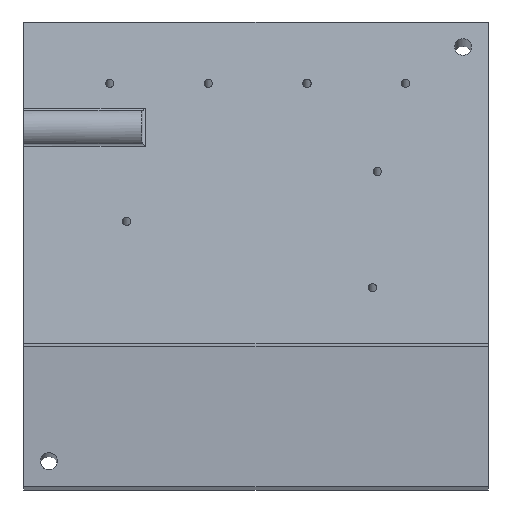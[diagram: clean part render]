
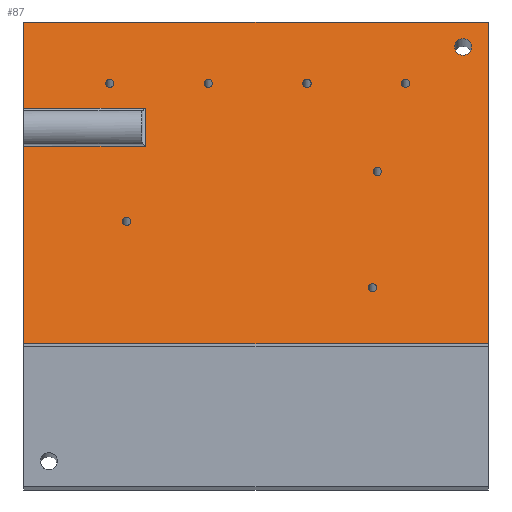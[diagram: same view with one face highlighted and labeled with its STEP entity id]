
A CAD part, top view. The second image highlights one B-rep face of the part: STEP entity #87.
In plain terms, the highlighted planar face has unit normal (0, 0.184, 0.983).
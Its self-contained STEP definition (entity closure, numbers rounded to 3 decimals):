
#87 = ADVANCED_FACE( '', ( #126, #127, #128, #129, #130, #131, #132, #133, #134 ), #135, .T. );
#126 = FACE_OUTER_BOUND( '', #197, .T. );
#127 = FACE_BOUND( '', #198, .T. );
#128 = FACE_BOUND( '', #199, .T. );
#129 = FACE_BOUND( '', #200, .T. );
#130 = FACE_BOUND( '', #201, .T. );
#131 = FACE_BOUND( '', #202, .T. );
#132 = FACE_BOUND( '', #203, .T. );
#133 = FACE_BOUND( '', #204, .T. );
#134 = FACE_BOUND( '', #205, .T. );
#135 = PLANE( '', #206 );
#197 = EDGE_LOOP( '', ( #318, #319, #320, #321, #322, #323, #324, #325 ) );
#198 = EDGE_LOOP( '', ( #326 ) );
#199 = EDGE_LOOP( '', ( #327 ) );
#200 = EDGE_LOOP( '', ( #328 ) );
#201 = EDGE_LOOP( '', ( #329 ) );
#202 = EDGE_LOOP( '', ( #330 ) );
#203 = EDGE_LOOP( '', ( #331 ) );
#204 = EDGE_LOOP( '', ( #332 ) );
#205 = EDGE_LOOP( '', ( #333 ) );
#206 = AXIS2_PLACEMENT_3D( '', #334, #335, #336 );
#318 = ORIENTED_EDGE( '', *, *, #444, .F. );
#319 = ORIENTED_EDGE( '', *, *, #440, .T. );
#320 = ORIENTED_EDGE( '', *, *, #445, .F. );
#321 = ORIENTED_EDGE( '', *, *, #426, .F. );
#322 = ORIENTED_EDGE( '', *, *, #446, .F. );
#323 = ORIENTED_EDGE( '', *, *, #436, .T. );
#324 = ORIENTED_EDGE( '', *, *, #418, .F. );
#325 = ORIENTED_EDGE( '', *, *, #438, .T. );
#326 = ORIENTED_EDGE( '', *, *, #447, .F. );
#327 = ORIENTED_EDGE( '', *, *, #410, .F. );
#328 = ORIENTED_EDGE( '', *, *, #430, .F. );
#329 = ORIENTED_EDGE( '', *, *, #448, .F. );
#330 = ORIENTED_EDGE( '', *, *, #424, .F. );
#331 = ORIENTED_EDGE( '', *, *, #449, .F. );
#332 = ORIENTED_EDGE( '', *, *, #412, .F. );
#333 = ORIENTED_EDGE( '', *, *, #450, .F. );
#334 = CARTESIAN_POINT( '', ( -15.979, 234.561, -32.651 ) );
#335 = DIRECTION( '', ( 0., 0.184, 0.983 ) );
#336 = DIRECTION( '', ( 1., 0., 0. ) );
#410 = EDGE_CURVE( '', #462, #462, #463, .T. );
#412 = EDGE_CURVE( '', #466, #466, #467, .T. );
#418 = EDGE_CURVE( '', #476, #478, #479, .T. );
#424 = EDGE_CURVE( '', #488, #488, #489, .T. );
#426 = EDGE_CURVE( '', #492, #493, #494, .T. );
#430 = EDGE_CURVE( '', #500, #500, #501, .T. );
#436 = EDGE_CURVE( '', #512, #478, #513, .T. );
#438 = EDGE_CURVE( '', #476, #515, #516, .T. );
#440 = EDGE_CURVE( '', #518, #519, #520, .T. );
#444 = EDGE_CURVE( '', #518, #515, #526, .T. );
#445 = EDGE_CURVE( '', #493, #519, #527, .T. );
#446 = EDGE_CURVE( '', #512, #492, #528, .T. );
#447 = EDGE_CURVE( '', #529, #529, #530, .T. );
#448 = EDGE_CURVE( '', #531, #531, #532, .T. );
#449 = EDGE_CURVE( '', #533, #533, #534, .T. );
#450 = EDGE_CURVE( '', #535, #535, #536, .T. );
#462 = VERTEX_POINT( '', #555 );
#463 = CIRCLE( '', #556, 2.45 );
#466 = VERTEX_POINT( '', #559 );
#467 = CIRCLE( '', #560, 2.5 );
#476 = VERTEX_POINT( '', #578 );
#478 = VERTEX_POINT( '', #592 );
#479 = LINE( '', #593, #594 );
#488 = VERTEX_POINT( '', #627 );
#489 = CIRCLE( '', #628, 2.45 );
#492 = VERTEX_POINT( '', #631 );
#493 = VERTEX_POINT( '', #632 );
#494 = LINE( '', #633, #634 );
#500 = VERTEX_POINT( '', #643 );
#501 = CIRCLE( '', #644, 2.45 );
#512 = VERTEX_POINT( '', #659 );
#513 = LINE( '', #660, #661 );
#515 = VERTEX_POINT( '', #663 );
#516 = LINE( '', #664, #665 );
#518 = VERTEX_POINT( '', #667 );
#519 = VERTEX_POINT( '', #668 );
#520 = LINE( '', #669, #670 );
#526 = LINE( '', #677, #678 );
#527 = LINE( '', #679, #680 );
#528 = LINE( '', #681, #682 );
#529 = VERTEX_POINT( '', #683 );
#530 = CIRCLE( '', #684, 5. );
#531 = VERTEX_POINT( '', #685 );
#532 = CIRCLE( '', #686, 2.45 );
#533 = VERTEX_POINT( '', #687 );
#534 = CIRCLE( '', #688, 2.5 );
#535 = VERTEX_POINT( '', #689 );
#536 = CIRCLE( '', #690, 2.5 );
#555 = CARTESIAN_POINT( '', ( 212.45, 214.902, -28.972 ) );
#556 = AXIS2_PLACEMENT_3D( '', #753, #754, #755 );
#559 = CARTESIAN_POINT( '', ( 192.909, 94.001, -6.346 ) );
#560 = AXIS2_PLACEMENT_3D( '', #759, #760, #761 );
#578 = CARTESIAN_POINT( '', ( 56.021, 177.607, -21.993 ) );
#592 = CARTESIAN_POINT( '', ( 56.021, 200.279, -26.236 ) );
#593 = CARTESIAN_POINT( '', ( 56.021, 147.781, -16.411 ) );
#594 = VECTOR( '', #769, 1000. );
#627 = CARTESIAN_POINT( '', ( 37.45, 214.902, -28.972 ) );
#628 = AXIS2_PLACEMENT_3D( '', #775, #776, #777 );
#631 = CARTESIAN_POINT( '', ( -15.979, 251.271, -35.779 ) );
#632 = CARTESIAN_POINT( '', ( 259.021, 251.271, -35.779 ) );
#633 = CARTESIAN_POINT( '', ( 121.521, 251.271, -35.779 ) );
#634 = VECTOR( '', #781, 1000. );
#643 = CARTESIAN_POINT( '', ( 154.117, 214.902, -28.972 ) );
#644 = AXIS2_PLACEMENT_3D( '', #785, #786, #787 );
#659 = CARTESIAN_POINT( '', ( -15.979, 200.279, -26.236 ) );
#660 = CARTESIAN_POINT( '', ( 121.521, 200.279, -26.236 ) );
#661 = VECTOR( '', #795, 1000. );
#663 = CARTESIAN_POINT( '', ( -15.979, 177.607, -21.993 ) );
#664 = CARTESIAN_POINT( '', ( 121.521, 177.607, -21.993 ) );
#665 = VECTOR( '', #799, 1000. );
#667 = CARTESIAN_POINT( '', ( -15.979, 61.002, -0.171 ) );
#668 = CARTESIAN_POINT( '', ( 259.021, 61.002, -0.171 ) );
#669 = CARTESIAN_POINT( '', ( 122.131, 61.002, -0.171 ) );
#670 = VECTOR( '', #803, 1000. );
#677 = CARTESIAN_POINT( '', ( -15.979, 119.305, -11.082 ) );
#678 = VECTOR( '', #811, 1000. );
#679 = CARTESIAN_POINT( '', ( 259.021, 156.136, -17.975 ) );
#680 = VECTOR( '', #812, 1000. );
#681 = CARTESIAN_POINT( '', ( -15.979, 225.775, -31.007 ) );
#682 = VECTOR( '', #813, 1000. );
#683 = CARTESIAN_POINT( '', ( 249.021, 236.527, -33.019 ) );
#684 = AXIS2_PLACEMENT_3D( '', #814, #815, #816 );
#685 = CARTESIAN_POINT( '', ( 95.783, 214.902, -28.972 ) );
#686 = AXIS2_PLACEMENT_3D( '', #817, #818, #819 );
#687 = CARTESIAN_POINT( '', ( 195.768, 162.807, -19.223 ) );
#688 = AXIS2_PLACEMENT_3D( '', #820, #821, #822 );
#689 = CARTESIAN_POINT( '', ( 47.457, 133.319, -13.704 ) );
#690 = AXIS2_PLACEMENT_3D( '', #823, #824, #825 );
#753 = CARTESIAN_POINT( '', ( 210., 214.902, -28.972 ) );
#754 = DIRECTION( '', ( 0., 0.184, 0.983 ) );
#755 = DIRECTION( '', ( 1., 0., 0. ) );
#759 = CARTESIAN_POINT( '', ( 190.409, 94.001, -6.346 ) );
#760 = DIRECTION( '', ( 0., 0.184, 0.983 ) );
#761 = DIRECTION( '', ( 1., 0., 0. ) );
#769 = DIRECTION( '', ( 0., 0.983, -0.184 ) );
#775 = CARTESIAN_POINT( '', ( 35., 214.902, -28.972 ) );
#776 = DIRECTION( '', ( 0., 0.184, 0.983 ) );
#777 = DIRECTION( '', ( 1., 0., 0. ) );
#781 = DIRECTION( '', ( 1., 0., 0. ) );
#785 = CARTESIAN_POINT( '', ( 151.667, 214.902, -28.972 ) );
#786 = DIRECTION( '', ( 0., 0.184, 0.983 ) );
#787 = DIRECTION( '', ( 1., 0., 0. ) );
#795 = DIRECTION( '', ( 1., 0., 0. ) );
#799 = DIRECTION( '', ( -1., 0., 0. ) );
#803 = DIRECTION( '', ( 1., 0., 0. ) );
#811 = DIRECTION( '', ( 0., 0.983, -0.184 ) );
#812 = DIRECTION( '', ( 0., -0.983, 0.184 ) );
#813 = DIRECTION( '', ( 0., 0.983, -0.184 ) );
#814 = CARTESIAN_POINT( '', ( 244.021, 236.527, -33.019 ) );
#815 = DIRECTION( '', ( 0., 0.184, 0.983 ) );
#816 = DIRECTION( '', ( 1., 0., 0. ) );
#817 = CARTESIAN_POINT( '', ( 93.333, 214.902, -28.972 ) );
#818 = DIRECTION( '', ( 0., 0.184, 0.983 ) );
#819 = DIRECTION( '', ( 1., 0., 0. ) );
#820 = CARTESIAN_POINT( '', ( 193.268, 162.807, -19.223 ) );
#821 = DIRECTION( '', ( 0., 0.184, 0.983 ) );
#822 = DIRECTION( '', ( 1., 0., 0. ) );
#823 = CARTESIAN_POINT( '', ( 44.957, 133.319, -13.704 ) );
#824 = DIRECTION( '', ( 0., 0.184, 0.983 ) );
#825 = DIRECTION( '', ( 1., 0., 0. ) );
